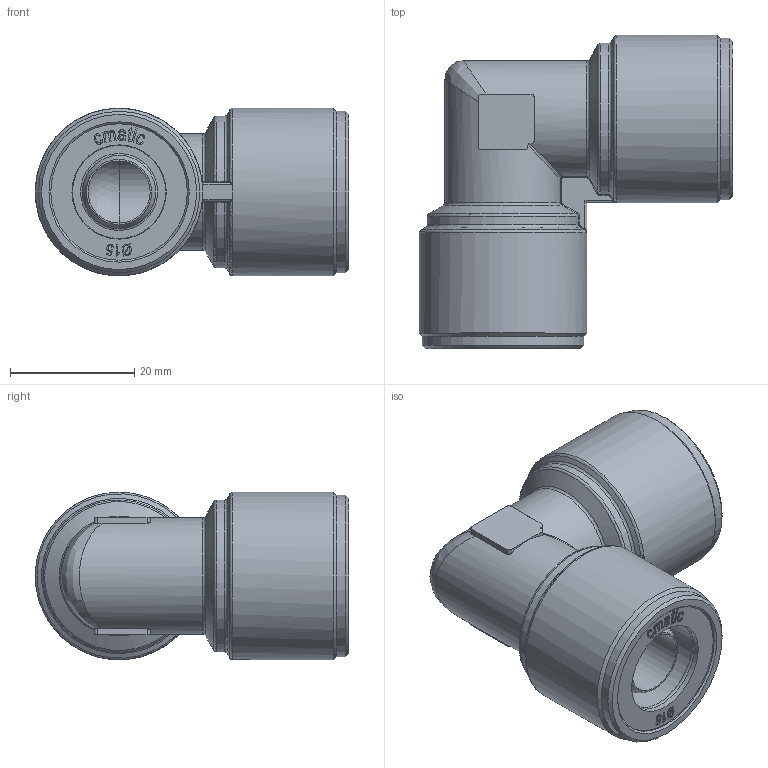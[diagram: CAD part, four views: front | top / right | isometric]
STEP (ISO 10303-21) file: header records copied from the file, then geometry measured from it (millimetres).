
FILE_DESCRIPTION(( 'MAF.28.15.15.stp' ), '1');
FILE_NAME( 'MAF.28.15.15.stp', '2021-02-19T15:25:21',( 'Sopra'),('sopra-pneumatic.com'), 'SwSTEP 2.0','SolidWorks 2009','' );
FILE_SCHEMA( ( 'CONFIG_CONTROL_DESIGN' ) );
Length unit declared in the file: millimetre
Products named in the file (1): NONE
Bounding box: 50.5 x 50.5 x 27 mm (x, y, z)
Volume: 22788.3 mm3; surface area: 12953 mm2
Topology: 1 solids, 1 shells, 412 faces, 1076 edges, 699 vertices
Faces by surface type: plane 178, bspline 165, cylinder 44, cone 12, torus 12, sphere 1
Full cylindrical faces by diameter (mm): 10 x2, 11.5 x2, 11.8 x2, 15.18 x4, 22 x2, 26 x2, 27 x2
Entity records: 19899 total; most frequent: CARTESIAN_POINT 11051, ORIENTED_EDGE 2072, DIRECTION 1297, EDGE_CURVE 1036, VERTEX_POINT 688, LINE 565, VECTOR 565, EDGE_LOOP 476
